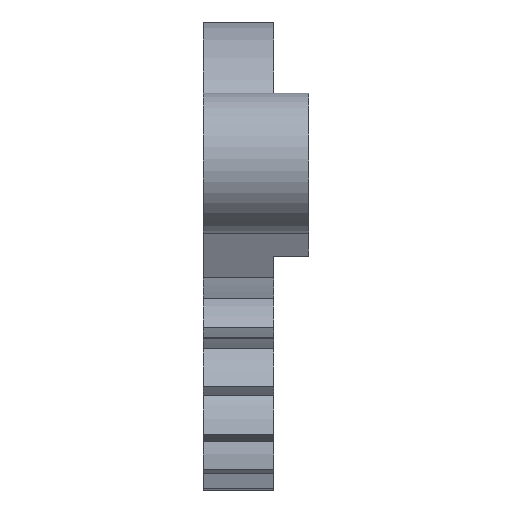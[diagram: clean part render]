
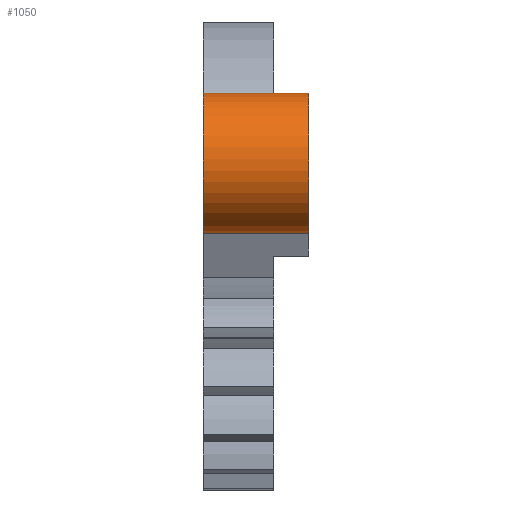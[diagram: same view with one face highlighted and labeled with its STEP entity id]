
A CAD part, left-side view. The second image highlights one B-rep face of the part: STEP entity #1050.
In plain terms, the highlighted cylindrical face has radius 4 mm (diameter 8 mm), a partial arc.
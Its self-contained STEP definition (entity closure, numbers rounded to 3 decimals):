
#42 = CARTESIAN_POINT ( 'NONE',  ( -41.115, -2., 0.048 ) ) ;
#78 = DIRECTION ( 'NONE',  ( 0., -1., 0. ) ) ;
#109 = EDGE_CURVE ( 'NONE', #2224, #1646, #2063, .T. ) ;
#116 = ORIENTED_EDGE ( 'NONE', *, *, #1873, .F. ) ;
#117 = CARTESIAN_POINT ( 'NONE',  ( -41.115, 4., 0.048 ) ) ;
#136 = CIRCLE ( 'NONE', #1409, 4. ) ;
#158 = VERTEX_POINT ( 'NONE', #117 ) ;
#350 = CARTESIAN_POINT ( 'NONE',  ( -40.593, 4., 8.014 ) ) ;
#505 = ORIENTED_EDGE ( 'NONE', *, *, #109, .T. ) ;
#512 = CARTESIAN_POINT ( 'NONE',  ( -40.593, 0., 4.014 ) ) ;
#629 = CARTESIAN_POINT ( 'NONE',  ( -40.593, -2., 4.014 ) ) ;
#696 = VERTEX_POINT ( 'NONE', #42 ) ;
#700 = FACE_OUTER_BOUND ( 'NONE', #1031, .T. ) ;
#709 = DIRECTION ( 'NONE',  ( 0., 1., 0. ) ) ;
#780 = DIRECTION ( 'NONE',  ( 0., 1., 0. ) ) ;
#807 = ORIENTED_EDGE ( 'NONE', *, *, #929, .F. ) ;
#867 = CARTESIAN_POINT ( 'NONE',  ( -40.593, -2., 8.014 ) ) ;
#874 = AXIS2_PLACEMENT_3D ( 'NONE', #512, #2141, #1580 ) ;
#908 = CARTESIAN_POINT ( 'NONE',  ( -41.115, 0., 0.048 ) ) ;
#913 = VECTOR ( 'NONE', #709, 1000. ) ;
#929 = EDGE_CURVE ( 'NONE', #2224, #696, #2315, .T. ) ;
#933 = ORIENTED_EDGE ( 'NONE', *, *, #1321, .F. ) ;
#955 = DIRECTION ( 'NONE',  ( 0., 0., 1. ) ) ;
#1031 = EDGE_LOOP ( 'NONE', ( #807, #505, #116, #933 ) ) ;
#1050 = ADVANCED_FACE ( 'NONE', ( #700 ), #2280, .T. ) ;
#1076 = LINE ( 'NONE', #908, #913 ) ;
#1201 = DIRECTION ( 'NONE',  ( 0., 1., 0. ) ) ;
#1321 = EDGE_CURVE ( 'NONE', #696, #158, #1076, .T. ) ;
#1357 = CARTESIAN_POINT ( 'NONE',  ( -40.593, 0., 8.014 ) ) ;
#1409 = AXIS2_PLACEMENT_3D ( 'NONE', #2034, #780, #955 ) ;
#1426 = VECTOR ( 'NONE', #1201, 1000. ) ;
#1580 = DIRECTION ( 'NONE',  ( 0., 0., 1. ) ) ;
#1646 = VERTEX_POINT ( 'NONE', #350 ) ;
#1766 = AXIS2_PLACEMENT_3D ( 'NONE', #629, #78, #2066 ) ;
#1873 = EDGE_CURVE ( 'NONE', #158, #1646, #136, .T. ) ;
#2034 = CARTESIAN_POINT ( 'NONE',  ( -40.593, 4., 4.014 ) ) ;
#2063 = LINE ( 'NONE', #1357, #1426 ) ;
#2066 = DIRECTION ( 'NONE',  ( 0., 0., -1. ) ) ;
#2141 = DIRECTION ( 'NONE',  ( 0., 1., 0. ) ) ;
#2224 = VERTEX_POINT ( 'NONE', #867 ) ;
#2280 = CYLINDRICAL_SURFACE ( 'NONE', #874, 4. ) ;
#2315 = CIRCLE ( 'NONE', #1766, 4. ) ;
